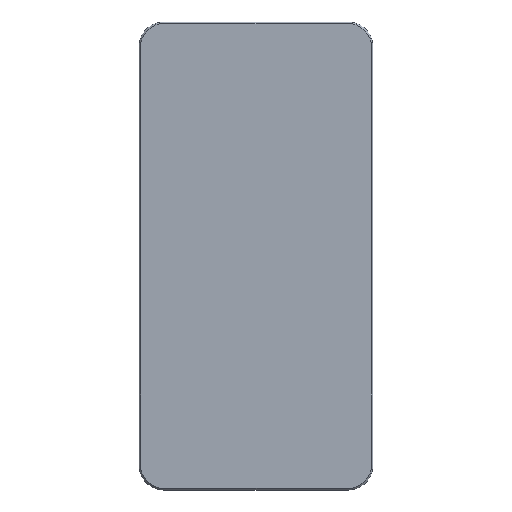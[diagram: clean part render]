
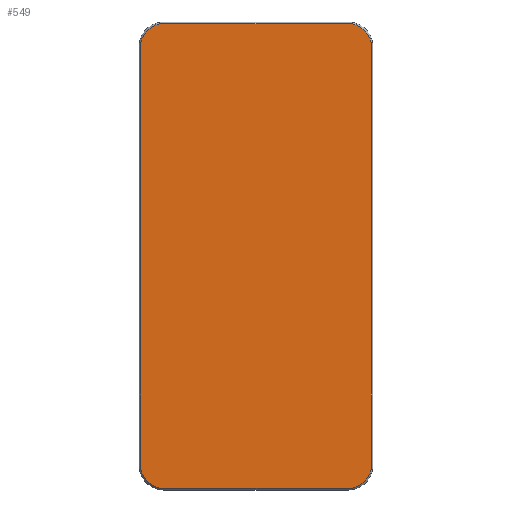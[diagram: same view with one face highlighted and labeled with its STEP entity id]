
A CAD part, top view. The second image highlights one B-rep face of the part: STEP entity #549.
In plain terms, the highlighted planar face has unit normal (0, 0, 1).
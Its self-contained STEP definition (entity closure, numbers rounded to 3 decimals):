
#97=CARTESIAN_POINT('',(67.,142.,10.));
#98=DIRECTION('',(0.,0.,1.));
#99=DIRECTION('',(1.,0.,0.));
#100=AXIS2_PLACEMENT_3D('',#97,#98,#99);
#102=DIRECTION('',(0.,1.,0.));
#103=VECTOR('',#102,134.);
#104=CARTESIAN_POINT('',(74.5,8.,10.));
#105=LINE('',#104,#103);
#106=CARTESIAN_POINT('',(67.,8.,10.));
#107=DIRECTION('',(0.,0.,1.));
#108=DIRECTION('',(0.,-1.,0.));
#109=AXIS2_PLACEMENT_3D('',#106,#107,#108);
#111=DIRECTION('',(1.,0.,0.));
#112=VECTOR('',#111,59.);
#113=CARTESIAN_POINT('',(8.,0.5,10.));
#114=LINE('',#113,#112);
#115=CARTESIAN_POINT('',(8.,8.,10.));
#116=DIRECTION('',(0.,0.,1.));
#117=DIRECTION('',(-1.,0.,0.));
#118=AXIS2_PLACEMENT_3D('',#115,#116,#117);
#120=DIRECTION('',(0.,-1.,0.));
#121=VECTOR('',#120,134.);
#122=CARTESIAN_POINT('',(0.5,142.,10.));
#123=LINE('',#122,#121);
#124=CARTESIAN_POINT('',(8.,142.,10.));
#125=DIRECTION('',(0.,0.,1.));
#126=DIRECTION('',(0.,1.,0.));
#127=AXIS2_PLACEMENT_3D('',#124,#125,#126);
#129=DIRECTION('',(-1.,0.,0.));
#130=VECTOR('',#129,59.);
#131=CARTESIAN_POINT('',(67.,149.5,10.));
#132=LINE('',#131,#130);
#281=CARTESIAN_POINT('',(74.5,142.,10.));
#282=CARTESIAN_POINT('',(67.,149.5,10.));
#283=VERTEX_POINT('',#281);
#284=VERTEX_POINT('',#282);
#289=CARTESIAN_POINT('',(8.,149.5,10.));
#290=VERTEX_POINT('',#289);
#293=CARTESIAN_POINT('',(0.5,142.,10.));
#294=VERTEX_POINT('',#293);
#297=CARTESIAN_POINT('',(0.5,8.,10.));
#298=VERTEX_POINT('',#297);
#301=CARTESIAN_POINT('',(8.,0.5,10.));
#302=VERTEX_POINT('',#301);
#305=CARTESIAN_POINT('',(67.,0.5,10.));
#306=VERTEX_POINT('',#305);
#309=CARTESIAN_POINT('',(74.5,8.,10.));
#310=VERTEX_POINT('',#309);
#527=CARTESIAN_POINT('',(0.,0.,10.));
#528=DIRECTION('',(0.,0.,1.));
#529=DIRECTION('',(1.,0.,0.));
#530=AXIS2_PLACEMENT_3D('',#527,#528,#529);
#531=PLANE('',#530);
#533=ORIENTED_EDGE('',*,*,#532,.F.);
#535=ORIENTED_EDGE('',*,*,#534,.F.);
#537=ORIENTED_EDGE('',*,*,#536,.F.);
#539=ORIENTED_EDGE('',*,*,#538,.F.);
#541=ORIENTED_EDGE('',*,*,#540,.F.);
#542=ORIENTED_EDGE('',*,*,#517,.F.);
#544=ORIENTED_EDGE('',*,*,#543,.F.);
#546=ORIENTED_EDGE('',*,*,#545,.F.);
#547=EDGE_LOOP('',(#533,#535,#537,#539,#541,#542,#544,#546));
#548=FACE_OUTER_BOUND('',#547,.F.);
#549=ADVANCED_FACE('',(#548),#531,.T.);
#101=CIRCLE('',#100,7.5);
#110=CIRCLE('',#109,7.5);
#119=CIRCLE('',#118,7.5);
#128=CIRCLE('',#127,7.5);
#517=EDGE_CURVE('',#294,#298,#123,.T.);
#532=EDGE_CURVE('',#283,#284,#101,.T.);
#534=EDGE_CURVE('',#310,#283,#105,.T.);
#536=EDGE_CURVE('',#306,#310,#110,.T.);
#538=EDGE_CURVE('',#302,#306,#114,.T.);
#540=EDGE_CURVE('',#298,#302,#119,.T.);
#543=EDGE_CURVE('',#290,#294,#128,.T.);
#545=EDGE_CURVE('',#284,#290,#132,.T.);
